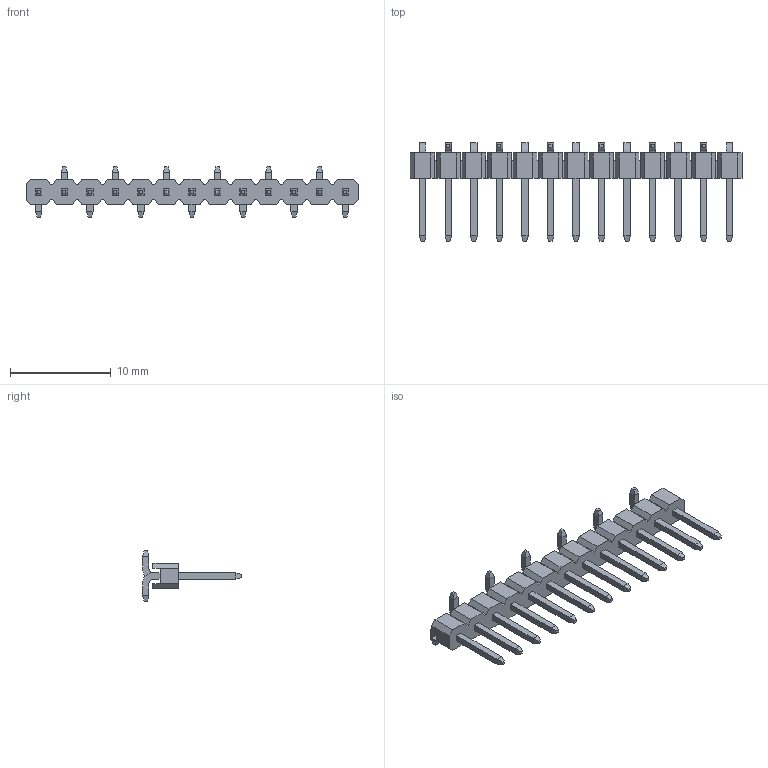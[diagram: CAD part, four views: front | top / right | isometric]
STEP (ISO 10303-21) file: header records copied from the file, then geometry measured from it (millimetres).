
FILE_DESCRIPTION(('STEP AP214'),'1');
FILE_NAME('pin_header_a-sl254-eg-g13mp1.stp','2015-11-10T18:12:50',('TraceParts'),('TraceParts S.A.'),'Spatial InterOp 3D',' ',' ');
FILE_SCHEMA(('automotive_design'));
Length unit declared in the file: millimetre
Products named in the file (1): 1
Bounding box: 33.02 x 9.84 x 5 mm (x, y, z)
Volume: 204 mm3; surface area: 707.5 mm2
Topology: 1 solids, 1 shells, 457 faces, 1131 edges, 702 vertices
Faces by surface type: plane 418, cylinder 39
Entity records: 16787 total; most frequent: CARTESIAN_POINT 2291, ORIENTED_EDGE 2262, DIRECTION 2125, EDGE_CURVE 1131, LINE 1053, VECTOR 1053, VERTEX_POINT 702, AXIS2_PLACEMENT_3D 536
